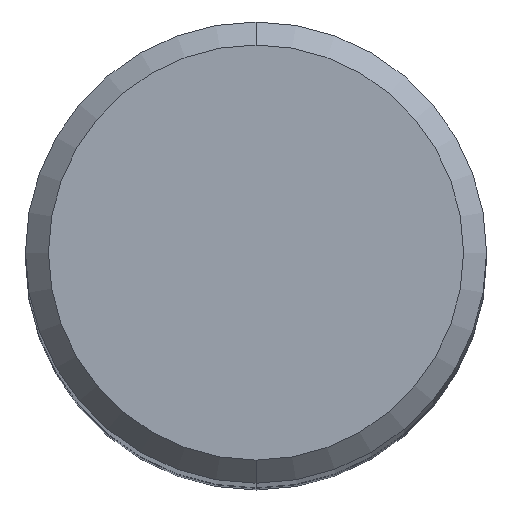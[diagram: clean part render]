
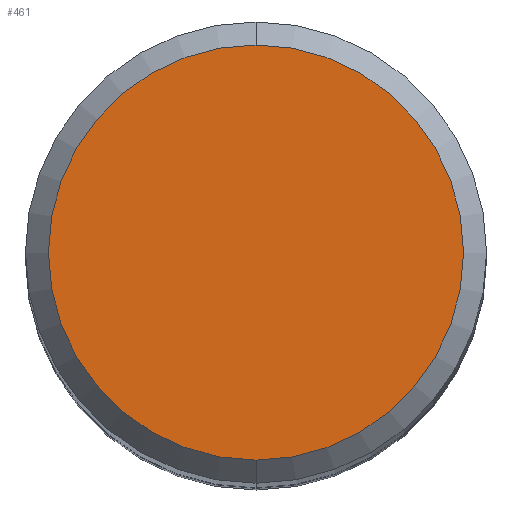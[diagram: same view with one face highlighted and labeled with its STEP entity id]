
A CAD part, top view. The second image highlights one B-rep face of the part: STEP entity #461.
In plain terms, the highlighted planar face has unit normal (0, 0, 1).
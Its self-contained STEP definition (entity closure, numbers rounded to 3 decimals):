
#203=EDGE_CURVE('',#225,#411,#519,.T.);
#225=VERTEX_POINT('',#544);
#409=EDGE_CURVE('',#411,#225,#749,.T.);
#411=VERTEX_POINT('',#751);
#461=ADVANCED_FACE('',(#804),#805,.T.);
#519=CIRCLE('',#891,3.6);
#544=CARTESIAN_POINT('',(0.,-3.6,0.0));
#749=CIRCLE('',#1300,3.6);
#751=CARTESIAN_POINT('',(0.0,3.6,0.0));
#804=FACE_OUTER_BOUND('',#1465,.T.);
#805=PLANE('',#1466);
#891=AXIS2_PLACEMENT_3D('',#1507,#1508,#1509);
#1300=AXIS2_PLACEMENT_3D('',#1766,#1767,#1768);
#1465=EDGE_LOOP('',(#1820,#1821));
#1466=AXIS2_PLACEMENT_3D('',#1822,#1823,#1824);
#1507=CARTESIAN_POINT('',(0.0,0.0,0.0));
#1508=DIRECTION('',(0.0,0.0,-1.0));
#1509=DIRECTION('',(0.0,1.0,0.0));
#1766=CARTESIAN_POINT('',(0.0,0.0,0.0));
#1767=DIRECTION('',(0.0,0.0,-1.0));
#1768=DIRECTION('',(0.0,1.0,0.0));
#1820=ORIENTED_EDGE('',*,*,#409,.F.);
#1821=ORIENTED_EDGE('',*,*,#203,.F.);
#1822=CARTESIAN_POINT('',(0.0,1.8,0.0));
#1823=DIRECTION('',(-0.0,0.0,1.0));
#1824=DIRECTION('',(0.0,-1.0,0.0));
